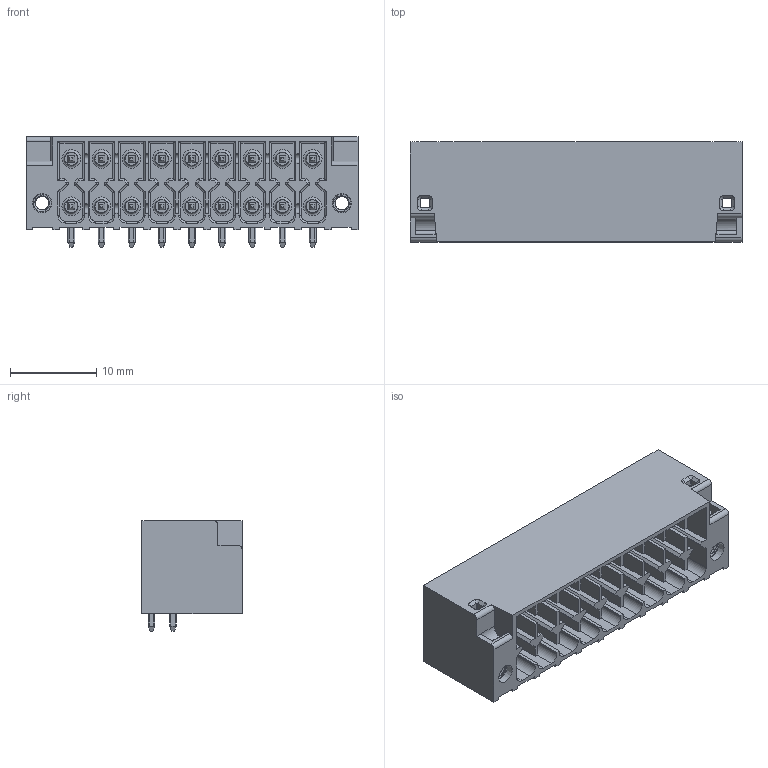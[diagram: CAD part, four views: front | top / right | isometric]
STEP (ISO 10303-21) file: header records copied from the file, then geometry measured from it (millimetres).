
FILE_DESCRIPTION(/* description */ ('Unknown'),/* implementation_level */ '2;1');
FILE_NAME(/* name */ '691778140018',/* time_stamp */ '2024-07-23T16:38:42+02:00',/* author */ ('Unknown'),/* organization */ ('Unknown'),/* preprocessor_version */ 'ST-DEVELOPER v19.4',/* originating_system */ 'Solid Edge',/* authorisation */ 'Unknown');
FILE_SCHEMA (('AUTOMOTIVE_DESIGN {1 0 10303 214 3 1 1}'));
Length unit declared in the file: millimetre
Products named in the file (6): 6917781400xx; 691778140018; 691778110018_Insert; 6917781100xx_Upper Contact; 6917781100xx_Lower Contact; 6913781400xx_Nut
Assembly tree (22 placements, depth 2):
  6917781400xx
    691778140018
    691778110018_Insert
    6917781100xx_Upper Contact  x9
    6917781100xx_Lower Contact  x9
    6913781400xx_Nut  x2
Bounding box: 38.5 x 11.6 x 12.8 mm (x, y, z)
Volume: 2033.3 mm3; surface area: 6490.8 mm2
Topology: 22 solids, 22 shells, 2574 faces, 6607 edges, 4072 vertices
Faces by surface type: plane 1756, cylinder 658, torus 126, cone 30, bspline 4
Entity records: 49086 total; most frequent: CARTESIAN_POINT 9772, ORIENTED_EDGE 8348, DIRECTION 7698, EDGE_CURVE 4174, LINE 3588, VECTOR 3588, VERTEX_POINT 2682, AXIS2_PLACEMENT_3D 2055
